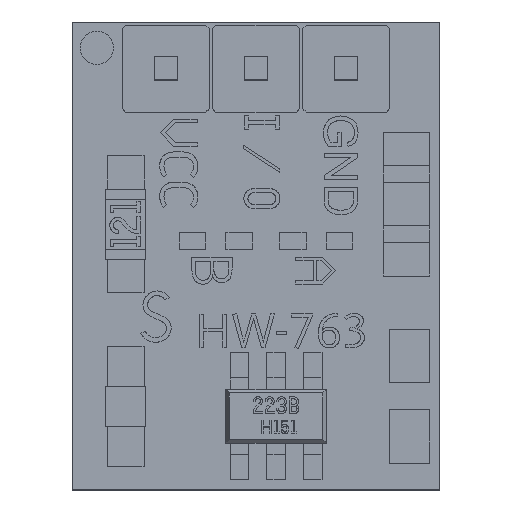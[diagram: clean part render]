
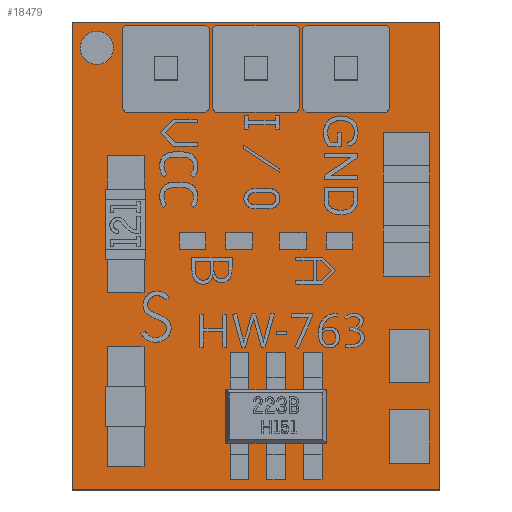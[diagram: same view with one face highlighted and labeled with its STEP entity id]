
A CAD part, top view. The second image highlights one B-rep face of the part: STEP entity #18479.
In plain terms, the highlighted planar face has unit normal (0, 0, 1).
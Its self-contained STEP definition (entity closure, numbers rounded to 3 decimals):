
#1629=FACE_BOUND('',#2769,.T.);
#1630=FACE_BOUND('',#2770,.T.);
#1631=FACE_BOUND('',#2771,.T.);
#1683=FACE_OUTER_BOUND('',#2768,.T.);
#2768=EDGE_LOOP('',(#12298,#12299,#12300,#12301));
#2769=EDGE_LOOP('',(#12302,#12303,#12304,#12305));
#2770=EDGE_LOOP('',(#12306,#12307,#12308,#12309));
#2771=EDGE_LOOP('',(#12310,#12311,#12312,#12313));
#3875=LINE('',#23265,#5706);
#3879=LINE('',#23273,#5710);
#3882=LINE('',#23279,#5713);
#3885=LINE('',#23284,#5716);
#3887=LINE('',#23289,#5718);
#3891=LINE('',#23297,#5722);
#3894=LINE('',#23303,#5725);
#3897=LINE('',#23308,#5728);
#3899=LINE('',#23313,#5730);
#3903=LINE('',#23321,#5734);
#3906=LINE('',#23327,#5737);
#3909=LINE('',#23332,#5740);
#3911=LINE('',#23337,#5742);
#3915=LINE('',#23345,#5746);
#3918=LINE('',#23351,#5749);
#3921=LINE('',#23356,#5752);
#5706=VECTOR('',#20232,10.);
#5710=VECTOR('',#20238,10.);
#5713=VECTOR('',#20243,10.);
#5716=VECTOR('',#20248,10.);
#5718=VECTOR('',#20252,10.);
#5722=VECTOR('',#20258,10.);
#5725=VECTOR('',#20263,10.);
#5728=VECTOR('',#20268,10.);
#5730=VECTOR('',#20272,10.);
#5734=VECTOR('',#20278,10.);
#5737=VECTOR('',#20283,10.);
#5740=VECTOR('',#20288,10.);
#5742=VECTOR('',#20292,10.);
#5746=VECTOR('',#20298,10.);
#5749=VECTOR('',#20303,10.);
#5752=VECTOR('',#20308,10.);
#7537=VERTEX_POINT('',#23263);
#7538=VERTEX_POINT('',#23264);
#7541=VERTEX_POINT('',#23272);
#7543=VERTEX_POINT('',#23278);
#7545=VERTEX_POINT('',#23287);
#7546=VERTEX_POINT('',#23288);
#7549=VERTEX_POINT('',#23296);
#7551=VERTEX_POINT('',#23302);
#7553=VERTEX_POINT('',#23311);
#7554=VERTEX_POINT('',#23312);
#7557=VERTEX_POINT('',#23320);
#7559=VERTEX_POINT('',#23326);
#7561=VERTEX_POINT('',#23335);
#7562=VERTEX_POINT('',#23336);
#7565=VERTEX_POINT('',#23344);
#7567=VERTEX_POINT('',#23350);
#9415=EDGE_CURVE('',#7537,#7538,#3875,.T.);
#9419=EDGE_CURVE('',#7538,#7541,#3879,.T.);
#9422=EDGE_CURVE('',#7541,#7543,#3882,.T.);
#9425=EDGE_CURVE('',#7543,#7537,#3885,.T.);
#9427=EDGE_CURVE('',#7545,#7546,#3887,.T.);
#9431=EDGE_CURVE('',#7546,#7549,#3891,.T.);
#9434=EDGE_CURVE('',#7549,#7551,#3894,.T.);
#9437=EDGE_CURVE('',#7551,#7545,#3897,.T.);
#9439=EDGE_CURVE('',#7553,#7554,#3899,.T.);
#9443=EDGE_CURVE('',#7554,#7557,#3903,.T.);
#9446=EDGE_CURVE('',#7557,#7559,#3906,.T.);
#9449=EDGE_CURVE('',#7559,#7553,#3909,.T.);
#9451=EDGE_CURVE('',#7561,#7562,#3911,.T.);
#9455=EDGE_CURVE('',#7565,#7561,#3915,.T.);
#9458=EDGE_CURVE('',#7567,#7565,#3918,.T.);
#9461=EDGE_CURVE('',#7562,#7567,#3921,.T.);
#12298=ORIENTED_EDGE('',*,*,#9461,.F.);
#12299=ORIENTED_EDGE('',*,*,#9451,.F.);
#12300=ORIENTED_EDGE('',*,*,#9455,.F.);
#12301=ORIENTED_EDGE('',*,*,#9458,.F.);
#12302=ORIENTED_EDGE('',*,*,#9449,.T.);
#12303=ORIENTED_EDGE('',*,*,#9439,.T.);
#12304=ORIENTED_EDGE('',*,*,#9443,.T.);
#12305=ORIENTED_EDGE('',*,*,#9446,.T.);
#12306=ORIENTED_EDGE('',*,*,#9437,.T.);
#12307=ORIENTED_EDGE('',*,*,#9427,.T.);
#12308=ORIENTED_EDGE('',*,*,#9431,.T.);
#12309=ORIENTED_EDGE('',*,*,#9434,.T.);
#12310=ORIENTED_EDGE('',*,*,#9425,.T.);
#12311=ORIENTED_EDGE('',*,*,#9415,.T.);
#12312=ORIENTED_EDGE('',*,*,#9419,.T.);
#12313=ORIENTED_EDGE('',*,*,#9422,.T.);
#17888=PLANE('',#19644);
#18479=ADVANCED_FACE('',(#1683,#1629,#1630,#1631),#17888,.T.);
#19644=AXIS2_PLACEMENT_3D('',#23358,#20310,#20311);
#20232=DIRECTION('',(0.,1.,0.));
#20238=DIRECTION('',(1.,0.,0.));
#20243=DIRECTION('',(0.,-1.,0.));
#20248=DIRECTION('',(-1.,0.,0.));
#20252=DIRECTION('',(0.,1.,0.));
#20258=DIRECTION('',(1.,0.,0.));
#20263=DIRECTION('',(0.,-1.,0.));
#20268=DIRECTION('',(-1.,0.,0.));
#20272=DIRECTION('',(0.,1.,0.));
#20278=DIRECTION('',(1.,0.,0.));
#20283=DIRECTION('',(0.,-1.,0.));
#20288=DIRECTION('',(-1.,0.,0.));
#20292=DIRECTION('',(0.,-1.,0.));
#20298=DIRECTION('',(1.,0.,0.));
#20303=DIRECTION('',(0.,1.,0.));
#20308=DIRECTION('',(-1.,0.,0.));
#20310=DIRECTION('center_axis',(0.,0.,1.));
#20311=DIRECTION('ref_axis',(1.,0.,0.));
#23263=CARTESIAN_POINT('',(2.35,12.25,0.));
#23264=CARTESIAN_POINT('',(2.35,12.95,0.));
#23265=CARTESIAN_POINT('',(2.35,12.25,0.));
#23272=CARTESIAN_POINT('',(3.05,12.95,0.));
#23273=CARTESIAN_POINT('',(2.35,12.95,0.));
#23278=CARTESIAN_POINT('',(3.05,12.25,0.));
#23279=CARTESIAN_POINT('',(3.05,12.95,0.));
#23284=CARTESIAN_POINT('',(3.05,12.25,0.));
#23287=CARTESIAN_POINT('',(-0.35,12.25,0.));
#23288=CARTESIAN_POINT('',(-0.35,12.95,0.));
#23289=CARTESIAN_POINT('',(-0.35,12.25,0.));
#23296=CARTESIAN_POINT('',(0.35,12.95,0.));
#23297=CARTESIAN_POINT('',(-0.35,12.95,0.));
#23302=CARTESIAN_POINT('',(0.35,12.25,0.));
#23303=CARTESIAN_POINT('',(0.35,12.95,0.));
#23308=CARTESIAN_POINT('',(0.35,12.25,0.));
#23311=CARTESIAN_POINT('',(-3.05,12.25,0.));
#23312=CARTESIAN_POINT('',(-3.05,12.95,0.));
#23313=CARTESIAN_POINT('',(-3.05,12.25,0.));
#23320=CARTESIAN_POINT('',(-2.35,12.95,0.));
#23321=CARTESIAN_POINT('',(-3.05,12.95,0.));
#23326=CARTESIAN_POINT('',(-2.35,12.25,0.));
#23327=CARTESIAN_POINT('',(-2.35,12.95,0.));
#23332=CARTESIAN_POINT('',(-2.35,12.25,0.));
#23335=CARTESIAN_POINT('',(5.5,14.,0.));
#23336=CARTESIAN_POINT('',(5.5,0.,0.));
#23337=CARTESIAN_POINT('',(5.5,14.,0.));
#23344=CARTESIAN_POINT('',(-5.5,14.,0.));
#23345=CARTESIAN_POINT('',(-5.5,14.,0.));
#23350=CARTESIAN_POINT('',(-5.5,0.,0.));
#23351=CARTESIAN_POINT('',(-5.5,0.,0.));
#23356=CARTESIAN_POINT('',(5.5,0.,0.));
#23358=CARTESIAN_POINT('Origin',(0.,7.,0.));
